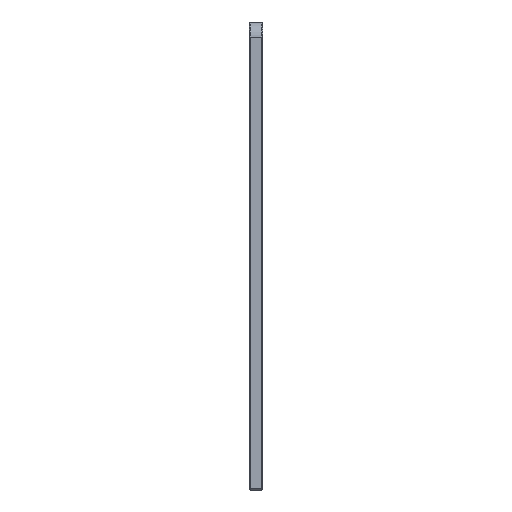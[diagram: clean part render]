
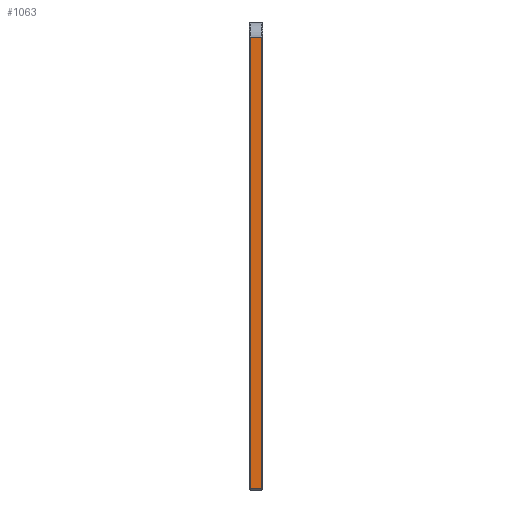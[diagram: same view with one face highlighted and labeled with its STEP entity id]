
A CAD part, left-side view. The second image highlights one B-rep face of the part: STEP entity #1063.
In plain terms, the highlighted planar face has unit normal (-1, 0, 0).
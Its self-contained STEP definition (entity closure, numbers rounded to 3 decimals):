
#444=CARTESIAN_POINT('Vertex',(0.,1.5,532.)) ;
#464=CARTESIAN_POINT('Line Origine',(0.,1.5,0.)) ;
#468=CARTESIAN_POINT('Vertex',(0.,1.5,1.5)) ;
#1014=CARTESIAN_POINT('Line Origine',(0.,0.,532.)) ;
#1018=CARTESIAN_POINT('Vertex',(0.,14.5,532.)) ;
#1040=CARTESIAN_POINT('Axis2P3D Location',(0.,0.,0.)) ;
#1045=CARTESIAN_POINT('Line Origine',(0.,8.,1.5)) ;
#1049=CARTESIAN_POINT('Vertex',(0.,14.5,1.5)) ;
#1052=CARTESIAN_POINT('Line Origine',(0.,14.5,266.75)) ;
#466=VECTOR('Line Direction',#465,1.) ;
#1016=VECTOR('Line Direction',#1015,1.) ;
#1047=VECTOR('Line Direction',#1046,1.) ;
#1054=VECTOR('Line Direction',#1053,1.) ;
#465=DIRECTION('Vector Direction',(0.,0.,-1.)) ;
#1015=DIRECTION('Vector Direction',(0.,-1.,0.)) ;
#1041=DIRECTION('Axis2P3D Direction',(1.,-0.,0.)) ;
#1042=DIRECTION('Axis2P3D XDirection',(0.,0.,-1.)) ;
#1046=DIRECTION('Vector Direction',(0.,-1.,0.)) ;
#1053=DIRECTION('Vector Direction',(0.,0.,-1.)) ;
#1043=AXIS2_PLACEMENT_3D('Plane Axis2P3D',#1040,#1041,#1042) ;
#467=LINE('Line',#464,#466) ;
#1017=LINE('Line',#1014,#1016) ;
#1048=LINE('Line',#1045,#1047) ;
#1055=LINE('Line',#1052,#1054) ;
#1044=PLANE('',#1043) ;
#470=EDGE_CURVE('',#469,#445,#467,.F.) ;
#1020=EDGE_CURVE('',#445,#1019,#1017,.F.) ;
#1051=EDGE_CURVE('',#1050,#469,#1048,.T.) ;
#1056=EDGE_CURVE('',#1019,#1050,#1055,.T.) ;
#1058=ORIENTED_EDGE('',*,*,#1051,.T.) ;
#1059=ORIENTED_EDGE('',*,*,#470,.T.) ;
#1060=ORIENTED_EDGE('',*,*,#1020,.T.) ;
#1061=ORIENTED_EDGE('',*,*,#1056,.T.) ;
#1057=EDGE_LOOP('',(#1058,#1059,#1060,#1061)) ;
#445=VERTEX_POINT('',#444) ;
#469=VERTEX_POINT('',#468) ;
#1019=VERTEX_POINT('',#1018) ;
#1050=VERTEX_POINT('',#1049) ;
#1063=ADVANCED_FACE('Hauptk\X2\00F6\X0\rper',(#1062),#1044,.F.) ;
#1062=FACE_OUTER_BOUND('',#1057,.T.) ;
